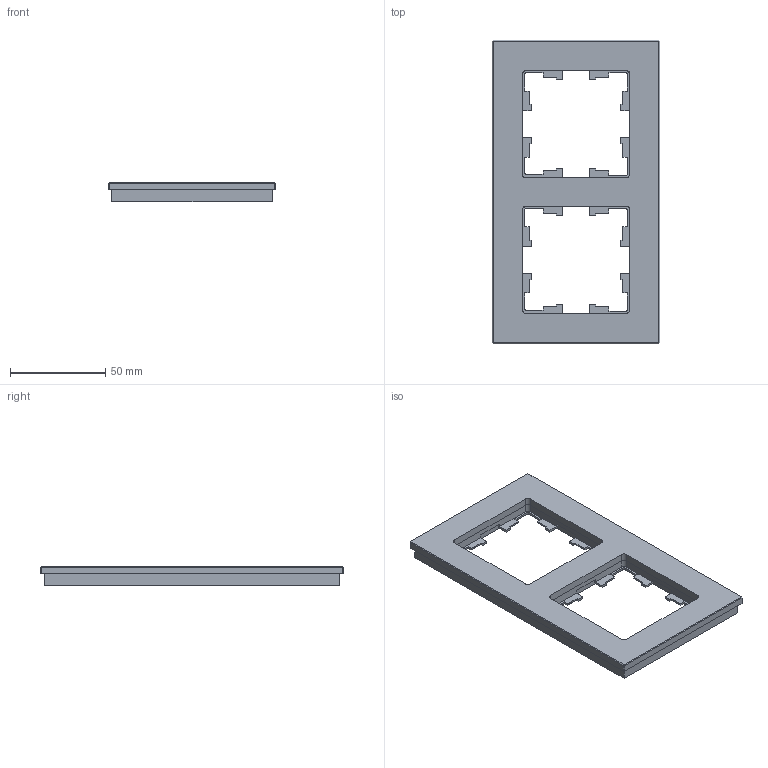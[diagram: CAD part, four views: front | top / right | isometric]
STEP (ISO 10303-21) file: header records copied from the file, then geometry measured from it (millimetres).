
FILE_DESCRIPTION (( 'STEP AP214' ), '1' );
FILE_NAME ('BRITE Ðàìêà 2-ìåñò..STEP', '2025-04-03T14:26:56', ( '' ), ( '' ), 'SwSTEP 2.0', 'SolidWorks 2022', '' );
FILE_SCHEMA (( 'AUTOMOTIVE_DESIGN' ));
Length unit declared in the file: millimetre
Products named in the file (1): BRITE Рамка 2-мест.
Bounding box: 88 x 159.2 x 10.3 mm (x, y, z)
Volume: 72931 mm3; surface area: 29839.9 mm2
Topology: 1 solids, 1 shells, 243 faces, 676 edges, 436 vertices
Faces by surface type: plane 203, cylinder 24, bspline 8, cone 8
Entity records: 7648 total; most frequent: CARTESIAN_POINT 1532, ORIENTED_EDGE 1352, DIRECTION 1132, EDGE_CURVE 676, VECTOR 612, LINE 612, VERTEX_POINT 436, AXIS2_PLACEMENT_3D 260
